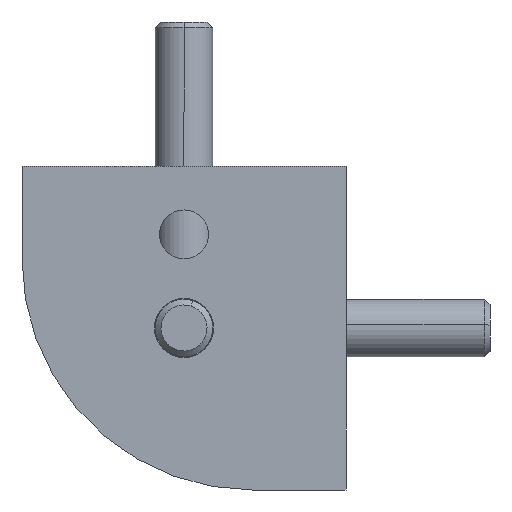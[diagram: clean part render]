
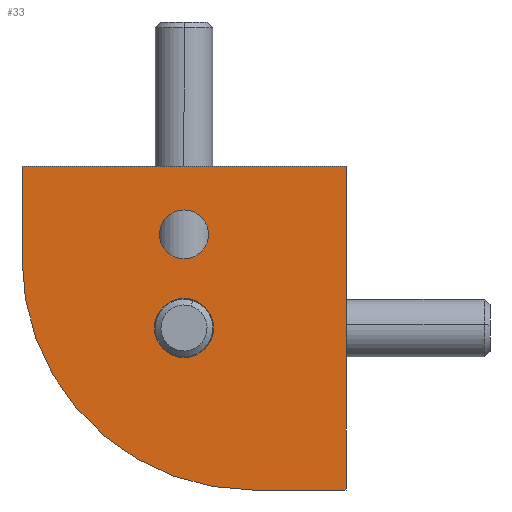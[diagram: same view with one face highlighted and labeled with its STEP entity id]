
A CAD part, front view. The second image highlights one B-rep face of the part: STEP entity #33.
In plain terms, the highlighted planar face has unit normal (0, -1, 0).
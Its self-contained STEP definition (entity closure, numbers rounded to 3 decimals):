
#2 = EDGE_CURVE ( 'NONE', #3855, #3551, #3538, .T. ) ;
#5 = VERTEX_POINT ( 'NONE', #788 ) ;
#7 = EDGE_CURVE ( 'NONE', #111, #119, #775, .T. ) ;
#10 = EDGE_CURVE ( 'NONE', #3819, #3826, #770, .T. ) ;
#18 = ORIENTED_EDGE ( 'NONE', *, *, #84, .F. ) ;
#19 = EDGE_LOOP ( 'NONE', ( #35, #32 ) ) ;
#20 = EDGE_CURVE ( 'NONE', #119, #5, #771, .T. ) ;
#23 = ORIENTED_EDGE ( 'NONE', *, *, #20, .F. ) ;
#25 = ORIENTED_EDGE ( 'NONE', *, *, #3844, .F. ) ;
#26 = ORIENTED_EDGE ( 'NONE', *, *, #10, .F. ) ;
#27 = EDGE_CURVE ( 'NONE', #151, #5, #811, .T. ) ;
#28 = EDGE_LOOP ( 'NONE', ( #18, #54, #23, #49, #31 ) ) ;
#30 = EDGE_LOOP ( 'NONE', ( #26, #25 ) ) ;
#31 = ORIENTED_EDGE ( 'NONE', *, *, #142, .F. ) ;
#32 = ORIENTED_EDGE ( 'NONE', *, *, #2, .F. ) ;
#33 = ADVANCED_FACE ( 'NONE', ( #806, #800, #794 ), #815, .T. ) ;
#35 = ORIENTED_EDGE ( 'NONE', *, *, #99, .F. ) ;
#49 = ORIENTED_EDGE ( 'NONE', *, *, #7, .F. ) ;
#54 = ORIENTED_EDGE ( 'NONE', *, *, #27, .T. ) ;
#80 = VERTEX_POINT ( 'NONE', #906 ) ;
#84 = EDGE_CURVE ( 'NONE', #151, #80, #925, .T. ) ;
#99 = EDGE_CURVE ( 'NONE', #3551, #3855, #957, .T. ) ;
#111 = VERTEX_POINT ( 'NONE', #993 ) ;
#119 = VERTEX_POINT ( 'NONE', #994 ) ;
#142 = EDGE_CURVE ( 'NONE', #80, #111, #998, .T. ) ;
#151 = VERTEX_POINT ( 'NONE', #1062 ) ;
#769 = CARTESIAN_POINT ( 'NONE',  ( 22.5, 0., -22.5 ) ) ;
#770 = CIRCLE ( 'NONE', #823, 4.1 ) ;
#771 = LINE ( 'NONE', #820, #813 ) ;
#772 = DIRECTION ( 'NONE',  ( 0., 0., -1. ) ) ;
#773 = VECTOR ( 'NONE', #772, 1000. ) ;
#774 = CARTESIAN_POINT ( 'NONE',  ( 45., 0., 0. ) ) ;
#775 = LINE ( 'NONE', #774, #773 ) ;
#788 = CARTESIAN_POINT ( 'NONE',  ( 32., 0., -45. ) ) ;
#794 = FACE_OUTER_BOUND ( 'NONE', #28, .T. ) ;
#795 = DIRECTION ( 'NONE',  ( 0., 0., -1. ) ) ;
#796 = DIRECTION ( 'NONE',  ( 0., -1., 0. ) ) ;
#797 = CARTESIAN_POINT ( 'NONE',  ( 32., 0., -13. ) ) ;
#798 = AXIS2_PLACEMENT_3D ( 'NONE', #797, #796, #795 ) ;
#800 = FACE_BOUND ( 'NONE', #30, .T. ) ;
#806 = FACE_BOUND ( 'NONE', #19, .T. ) ;
#811 = CIRCLE ( 'NONE', #798, 32. ) ;
#812 = DIRECTION ( 'NONE',  ( -1., 0., 0. ) ) ;
#813 = VECTOR ( 'NONE', #812, 1000. ) ;
#815 = PLANE ( 'NONE',  #858 ) ;
#820 = CARTESIAN_POINT ( 'NONE',  ( 0., 0., -45. ) ) ;
#821 = DIRECTION ( 'NONE',  ( 0., 0., -1. ) ) ;
#822 = DIRECTION ( 'NONE',  ( 0., -1., 0. ) ) ;
#823 = AXIS2_PLACEMENT_3D ( 'NONE', #769, #822, #821 ) ;
#855 = DIRECTION ( 'NONE',  ( 0., 0., -1. ) ) ;
#856 = DIRECTION ( 'NONE',  ( 0., -1., 0. ) ) ;
#857 = CARTESIAN_POINT ( 'NONE',  ( 0., 0., -45. ) ) ;
#858 = AXIS2_PLACEMENT_3D ( 'NONE', #857, #856, #855 ) ;
#906 = CARTESIAN_POINT ( 'NONE',  ( 0., 0., 0. ) ) ;
#922 = DIRECTION ( 'NONE',  ( 0., 0., 1. ) ) ;
#923 = VECTOR ( 'NONE', #922, 1000. ) ;
#924 = CARTESIAN_POINT ( 'NONE',  ( 0., 0., 0. ) ) ;
#925 = LINE ( 'NONE', #924, #923 ) ;
#947 = DIRECTION ( 'NONE',  ( 0., 0., -1. ) ) ;
#948 = DIRECTION ( 'NONE',  ( 0., -1., 0. ) ) ;
#949 = CARTESIAN_POINT ( 'NONE',  ( 22.5, 0., -9.5 ) ) ;
#950 = AXIS2_PLACEMENT_3D ( 'NONE', #949, #948, #947 ) ;
#957 = CIRCLE ( 'NONE', #950, 3.4 ) ;
#993 = CARTESIAN_POINT ( 'NONE',  ( 45., 0., 0. ) ) ;
#994 = CARTESIAN_POINT ( 'NONE',  ( 45., 0., -45. ) ) ;
#995 = DIRECTION ( 'NONE',  ( 1., 0., 0. ) ) ;
#996 = VECTOR ( 'NONE', #995, 1000. ) ;
#997 = CARTESIAN_POINT ( 'NONE',  ( 0., 0., 0. ) ) ;
#998 = LINE ( 'NONE', #997, #996 ) ;
#1062 = CARTESIAN_POINT ( 'NONE',  ( 0., 0., -13. ) ) ;
#2400 = CARTESIAN_POINT ( 'NONE',  ( 22.5, 0., -12.9 ) ) ;
#2873 = CARTESIAN_POINT ( 'NONE',  ( 22.5, 0., -26.6 ) ) ;
#2883 = CARTESIAN_POINT ( 'NONE',  ( 22.5, 0., -18.4 ) ) ;
#2922 = CARTESIAN_POINT ( 'NONE',  ( 22.5, 0., -22.5 ) ) ;
#2924 = CIRCLE ( 'NONE', #2940, 4.1 ) ;
#2940 = AXIS2_PLACEMENT_3D ( 'NONE', #2922, #2968, #2967 ) ;
#2967 = DIRECTION ( 'NONE',  ( 0., 0., -1. ) ) ;
#2968 = DIRECTION ( 'NONE',  ( 0., -1., 0. ) ) ;
#2987 = CARTESIAN_POINT ( 'NONE',  ( 22.5, 0., -6.1 ) ) ;
#3538 = CIRCLE ( 'NONE', #3540, 3.4 ) ;
#3539 = CARTESIAN_POINT ( 'NONE',  ( 22.5, 0., -9.5 ) ) ;
#3540 = AXIS2_PLACEMENT_3D ( 'NONE', #3539, #3543, #3546 ) ;
#3543 = DIRECTION ( 'NONE',  ( 0., -1., 0. ) ) ;
#3546 = DIRECTION ( 'NONE',  ( 0., 0., -1. ) ) ;
#3551 = VERTEX_POINT ( 'NONE', #2400 ) ;
#3819 = VERTEX_POINT ( 'NONE', #2873 ) ;
#3826 = VERTEX_POINT ( 'NONE', #2883 ) ;
#3844 = EDGE_CURVE ( 'NONE', #3826, #3819, #2924, .T. ) ;
#3855 = VERTEX_POINT ( 'NONE', #2987 ) ;
